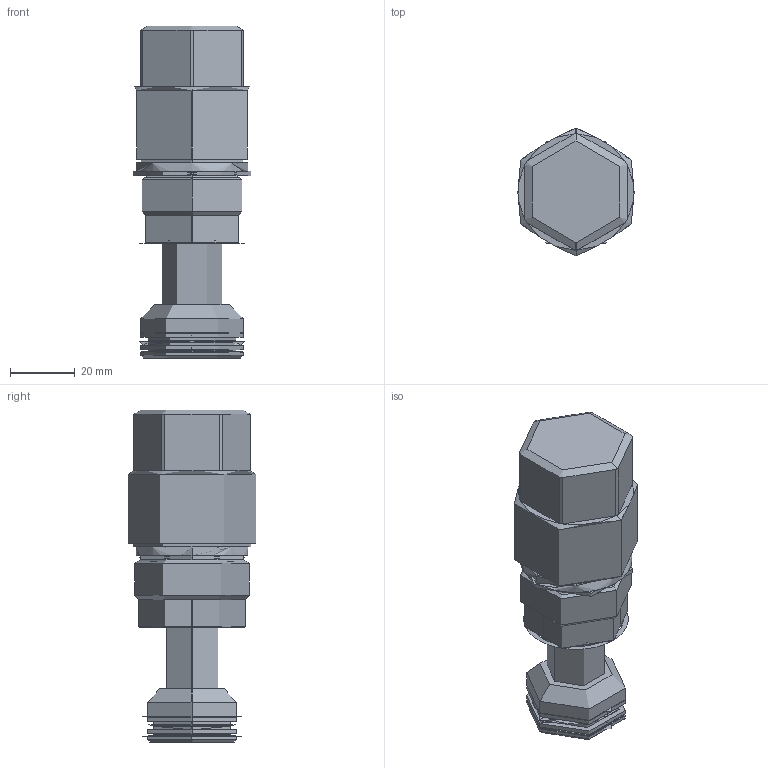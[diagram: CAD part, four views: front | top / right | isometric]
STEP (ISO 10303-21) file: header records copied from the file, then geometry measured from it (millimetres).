
FILE_DESCRIPTION((''),'2;1');
FILE_NAME('FLHAXDN_SW','2021-07-13T16:58:39',('charlief'),(''),'CREO PARAMETRIC BY PTC INC, 2021072','CREO PARAMETRIC BY PTC INC, 2021072','');
FILE_SCHEMA(('CONFIG_CONTROL_DESIGN'));
Length unit declared in the file: inch
Products named in the file (1): FLHAXDN_SW
Bounding box: 36.47 x 39.6 x 102.92 mm (x, y, z)
Topology: 0 solids, 0 shells, 551 faces, 2970 edges, 2956 vertices
Faces by surface type: plane 455, cylinder 46, torus 24, cone 20, revolution 6
Entity records: 37697 total; most frequent: CARTESIAN_POINT 7978, DIRECTION 5571, TRIMMED_CURVE 4307, VECTOR 4139, LINE 4139, DEFINITIONAL_REPRESENTATION 2942, PCURVE 2942, COMPOSITE_CURVE_SEGMENT 2942
